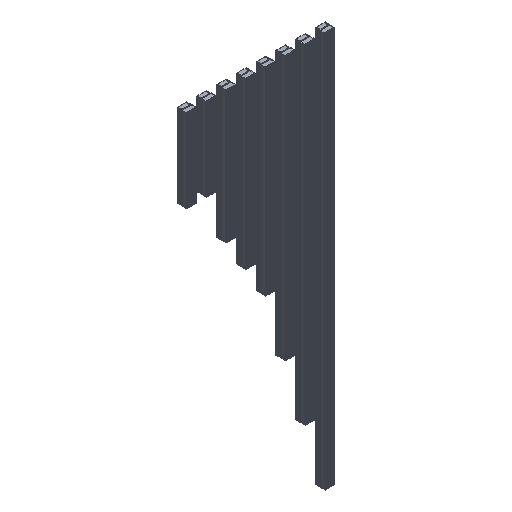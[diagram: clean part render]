
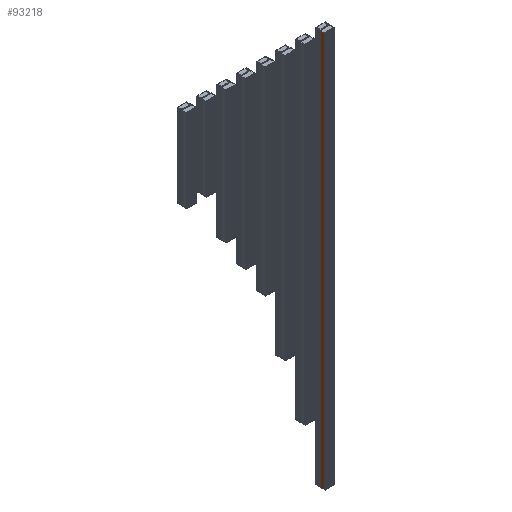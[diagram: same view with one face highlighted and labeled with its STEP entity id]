
A CAD part, isometric view. The second image highlights one B-rep face of the part: STEP entity #93218.
In plain terms, the highlighted planar face has unit normal (-1, 0, 0).
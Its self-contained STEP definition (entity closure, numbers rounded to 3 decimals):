
#929 = CARTESIAN_POINT ( 'NONE',  ( -37.5, 0., -3000. ) ) ;
#1649 = EDGE_CURVE ( 'NONE', #106028, #13858, #21962, .T. ) ;
#2604 = VERTEX_POINT ( 'NONE', #77430 ) ;
#3772 = CARTESIAN_POINT ( 'NONE',  ( -37.5, 37.25, 0. ) ) ;
#8028 = LINE ( 'NONE', #929, #31650 ) ;
#9779 = DIRECTION ( 'NONE',  ( 0., 0., 1. ) ) ;
#10241 = DIRECTION ( 'NONE',  ( 0., -1., 0. ) ) ;
#11078 = CARTESIAN_POINT ( 'NONE',  ( -37.5, -37.25, -3000. ) ) ;
#13124 = FACE_OUTER_BOUND ( 'NONE', #61250, .T. ) ;
#13858 = VERTEX_POINT ( 'NONE', #48966 ) ;
#21962 = LINE ( 'NONE', #52787, #88694 ) ;
#23146 = VERTEX_POINT ( 'NONE', #78340 ) ;
#23381 = EDGE_CURVE ( 'NONE', #2604, #23146, #8028, .T. ) ;
#26083 = DIRECTION ( 'NONE',  ( -1., 0., 0. ) ) ;
#28936 = DIRECTION ( 'NONE',  ( 0., 0., 1. ) ) ;
#31650 = VECTOR ( 'NONE', #10241, 1000. ) ;
#40930 = EDGE_CURVE ( 'NONE', #2604, #106028, #108880, .T. ) ;
#45156 = CARTESIAN_POINT ( 'NONE',  ( -37.5, 0., -3000. ) ) ;
#48966 = CARTESIAN_POINT ( 'NONE',  ( -37.5, -37.25, 0. ) ) ;
#52787 = CARTESIAN_POINT ( 'NONE',  ( -37.5, 0., 0. ) ) ;
#61250 = EDGE_LOOP ( 'NONE', ( #74834, #103294, #111342, #80880 ) ) ;
#63592 = CARTESIAN_POINT ( 'NONE',  ( -37.5, 37.25, -3000. ) ) ;
#73588 = AXIS2_PLACEMENT_3D ( 'NONE', #45156, #26083, #9779 ) ;
#74731 = EDGE_CURVE ( 'NONE', #23146, #13858, #96574, .T. ) ;
#74834 = ORIENTED_EDGE ( 'NONE', *, *, #1649, .F. ) ;
#77430 = CARTESIAN_POINT ( 'NONE',  ( -37.5, 37.25, -3000. ) ) ;
#78340 = CARTESIAN_POINT ( 'NONE',  ( -37.5, -37.25, -3000. ) ) ;
#79911 = VECTOR ( 'NONE', #28936, 1000. ) ;
#80392 = DIRECTION ( 'NONE',  ( 0., -1., 0. ) ) ;
#80880 = ORIENTED_EDGE ( 'NONE', *, *, #74731, .T. ) ;
#88327 = PLANE ( 'NONE',  #73588 ) ;
#88694 = VECTOR ( 'NONE', #80392, 1000. ) ;
#93218 = ADVANCED_FACE ( 'NONE', ( #13124 ), #88327, .T. ) ;
#94908 = VECTOR ( 'NONE', #98901, 1000. ) ;
#96574 = LINE ( 'NONE', #11078, #79911 ) ;
#98901 = DIRECTION ( 'NONE',  ( 0., 0., 1. ) ) ;
#103294 = ORIENTED_EDGE ( 'NONE', *, *, #40930, .F. ) ;
#106028 = VERTEX_POINT ( 'NONE', #3772 ) ;
#108880 = LINE ( 'NONE', #63592, #94908 ) ;
#111342 = ORIENTED_EDGE ( 'NONE', *, *, #23381, .T. ) ;
